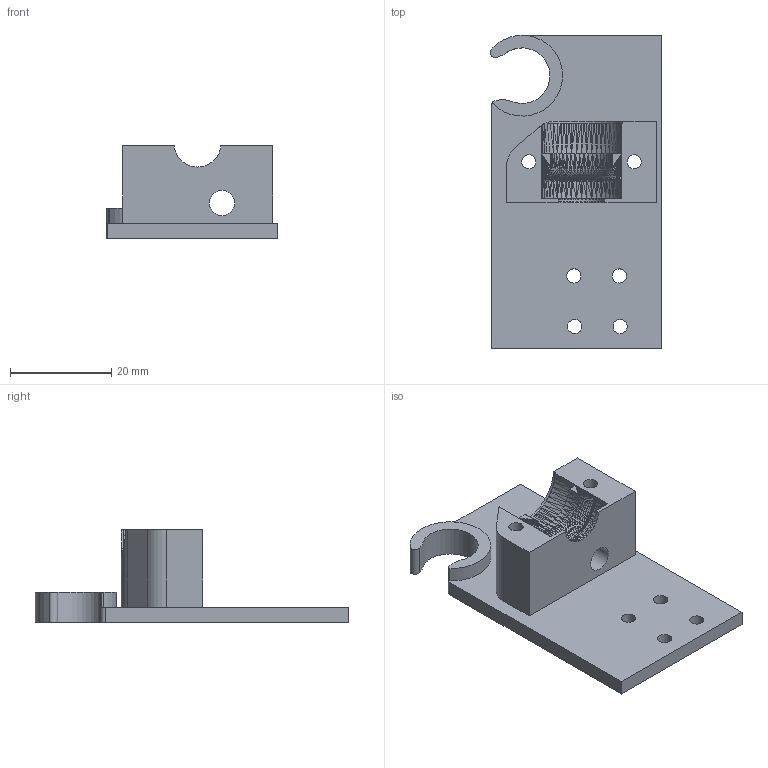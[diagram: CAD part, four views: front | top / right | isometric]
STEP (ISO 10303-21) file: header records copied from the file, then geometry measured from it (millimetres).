
FILE_DESCRIPTION(/* description */ (''),/* implementation_level */ '2;1');
FILE_NAME(/* name */ 'e83be1d0-7d8e-46fc-8b1f-713f0ab4ba48.stp',/* time_stamp */ '2016-12-16T18:12:30+00:00',/* author */ (''),/* organization */ (''),/* preprocessor_version */ 'ST-DEVELOPER v16.5',/* originating_system */ 'Autodesk Translation Framework v5.2.0.2920',/* authorisation */ '');
FILE_SCHEMA (('AUTOMOTIVE_DESIGN { 1 0 10303 214 3 1 1 }'));
Length unit declared in the file: millimetre
Products named in the file (1): e3d clamp v3
Bounding box: 33.87 x 62.02 x 18.35 mm (x, y, z)
Volume: 10531.1 mm3; surface area: 7110.7 mm2
Topology: 1 solids, 4 shells, 1626 faces, 2592 edges, 977 vertices
Faces by surface type: plane 1607, cylinder 19
Full cylindrical faces by diameter (mm): 2.8 x6, 5 x1, 6 x2
Entity records: 33228 total; most frequent: DIRECTION 5923, CARTESIAN_POINT 5192, ORIENTED_EDGE 5166, EDGE_CURVE 2583, LINE 2495, VECTOR 2495, AXIS2_PLACEMENT_3D 1714, EDGE_LOOP 1652
